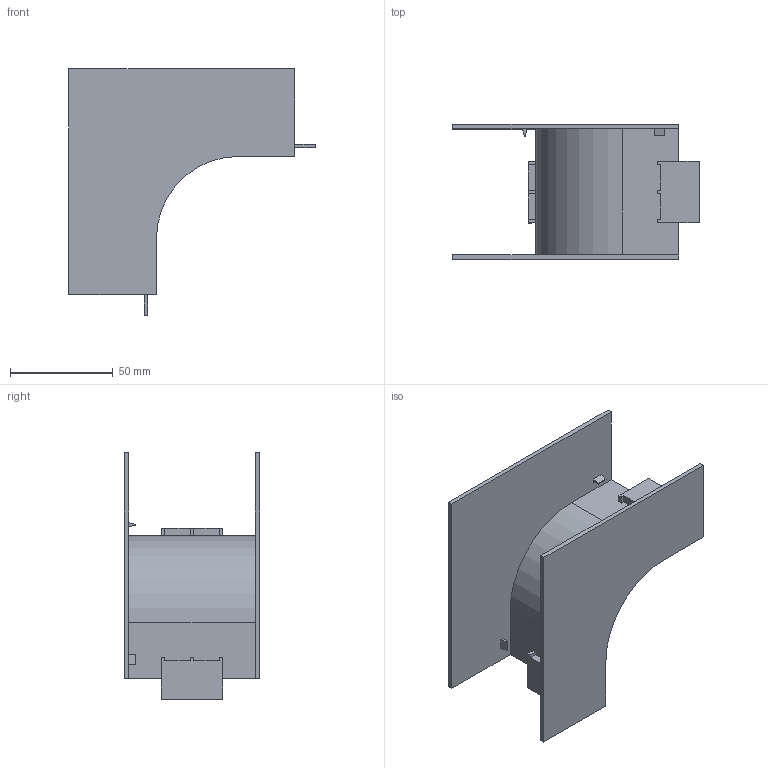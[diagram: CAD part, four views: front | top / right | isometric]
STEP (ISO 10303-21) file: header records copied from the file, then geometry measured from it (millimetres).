
FILE_DESCRIPTION (( 'STEP AP214' ), '1' );
FILE_NAME ('6191762.STEP', '2025-02-18T13:56:49', ( '' ), ( '' ), 'SwSTEP 2.0', 'SolidWorks 2024', '' );
FILE_SCHEMA (( 'AUTOMOTIVE_DESIGN' ));
Length unit declared in the file: millimetre
Products named in the file (1): 6191762
Bounding box: 120 x 65.9 x 120 mm (x, y, z)
Volume: 53162.2 mm3; surface area: 50691.8 mm2
Topology: 1 solids, 1 shells, 56 faces, 150 edges, 100 vertices
Faces by surface type: plane 54, cylinder 2
Entity records: 1741 total; most frequent: CARTESIAN_POINT 307, ORIENTED_EDGE 300, DIRECTION 268, EDGE_CURVE 150, LINE 146, VECTOR 146, VERTEX_POINT 100, AXIS2_PLACEMENT_3D 61
